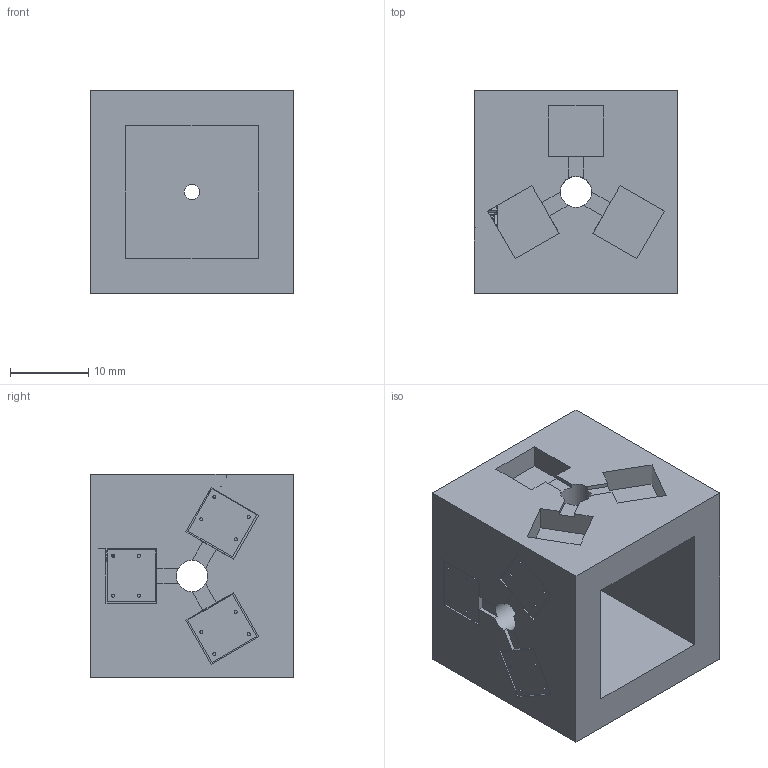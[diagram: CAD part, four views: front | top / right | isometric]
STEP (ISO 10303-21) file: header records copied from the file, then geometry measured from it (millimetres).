
FILE_DESCRIPTION(/* description */ (''),/* implementation_level */ '2;1');
FILE_NAME(/* name */ 'Internal_multi_sensor_core.step',/* time_stamp */ '2024-03-25T17:04:15+10:00',/* author */ (''),/* organization */ (''),/* preprocessor_version */ 'ST-DEVELOPER v20',/* originating_system */ 'Autodesk Translation Framework v12.20.1.177',/* authorisation */ '');
FILE_SCHEMA (('AUTOMOTIVE_DESIGN { 1 0 10303 214 3 1 1 }'));
Length unit declared in the file: millimetre
Products named in the file (31): Internal_multi_sensor_core; TMAG5273A1_PCB_mini v2; SOT-23-6; C_0805_2012Metric; TMAG5273A1_PCB_mini v2 (1); SOT-23-6 (1); C_0805_2012Metric (1); TMAG5273A1_PCB_mini v2 (2); SOT-23-6 (2); C_0805_2012Metric (2); TMAG5273A1_PCB_mini v2 (3); SOT-23-6 (3); C_0805_2012Metric (3); TMAG5273A1_PCB_mini v2 (4); SOT-23-6 (4); C_0805_2012Metric (4); TMAG5273A1_PCB_mini v2 (5); SOT-23-6 (5); C_0805_2012Metric (5); TMAG5273A1_PCB_mini v2 (6); SOT-23-6 (6); C_0805_2012Metric (6); TMAG5273A1_PCB_mini v2 (7); SOT-23-6 (7); C_0805_2012Metric (7); TMAG5273A1_PCB_mini v2 (8); SOT-23-6 (8); SOLID (1); C_0805_2012Metric (8); SOLID; _autosave-TMAG5273A1_PCB_mini PCB
Assembly tree (54 placements, depth 4):
  Internal_multi_sensor_core
    TMAG5273A1_PCB_mini v2
      SOT-23-6
        SOLID (1)
      C_0805_2012Metric
        SOLID
      _autosave-TMAG5273A1_PCB_mini PCB
    TMAG5273A1_PCB_mini v2 (1)
      SOT-23-6 (1)
        SOLID (1)
      C_0805_2012Metric (1)
        SOLID
      _autosave-TMAG5273A1_PCB_mini PCB
    TMAG5273A1_PCB_mini v2 (2)
      SOT-23-6 (2)
        SOLID (1)
      C_0805_2012Metric (2)
        SOLID
      _autosave-TMAG5273A1_PCB_mini PCB
    TMAG5273A1_PCB_mini v2 (3)
      SOT-23-6 (3)
        SOLID (1)
      C_0805_2012Metric (3)
        SOLID
      _autosave-TMAG5273A1_PCB_mini PCB
    TMAG5273A1_PCB_mini v2 (4)
      SOT-23-6 (4)
        SOLID (1)
      C_0805_2012Metric (4)
        SOLID
      _autosave-TMAG5273A1_PCB_mini PCB
    TMAG5273A1_PCB_mini v2 (5)
      SOT-23-6 (5)
        SOLID (1)
      C_0805_2012Metric (5)
        SOLID
      _autosave-TMAG5273A1_PCB_mini PCB
    TMAG5273A1_PCB_mini v2 (6)
      SOT-23-6 (6)
        SOLID (1)
      C_0805_2012Metric (6)
        SOLID
      _autosave-TMAG5273A1_PCB_mini PCB
    TMAG5273A1_PCB_mini v2 (7)
      SOT-23-6 (7)
        SOLID (1)
      C_0805_2012Metric (7)
        SOLID
      _autosave-TMAG5273A1_PCB_mini PCB
    TMAG5273A1_PCB_mini v2 (8)
      SOT-23-6 (8)
        SOLID (1)
      C_0805_2012Metric (8)
        SOLID
      _autosave-TMAG5273A1_PCB_mini PCB
Bounding box: 26 x 26 x 26 mm (x, y, z)
Volume: 9705.9 mm3; surface area: 8443.9 mm2
Topology: 30 solids, 30 shells, 1612 faces, 4172 edges, 2634 vertices
Faces by surface type: plane 1244, cylinder 368
Full cylindrical faces by diameter (mm): 0.4 x36, 2 x1, 4 x4
Entity records: 10879 total; most frequent: CARTESIAN_POINT 1815, DIRECTION 1778, ORIENTED_EDGE 1720, EDGE_CURVE 860, LINE 744, VECTOR 744, VERTEX_POINT 554, AXIS2_PLACEMENT_3D 517
